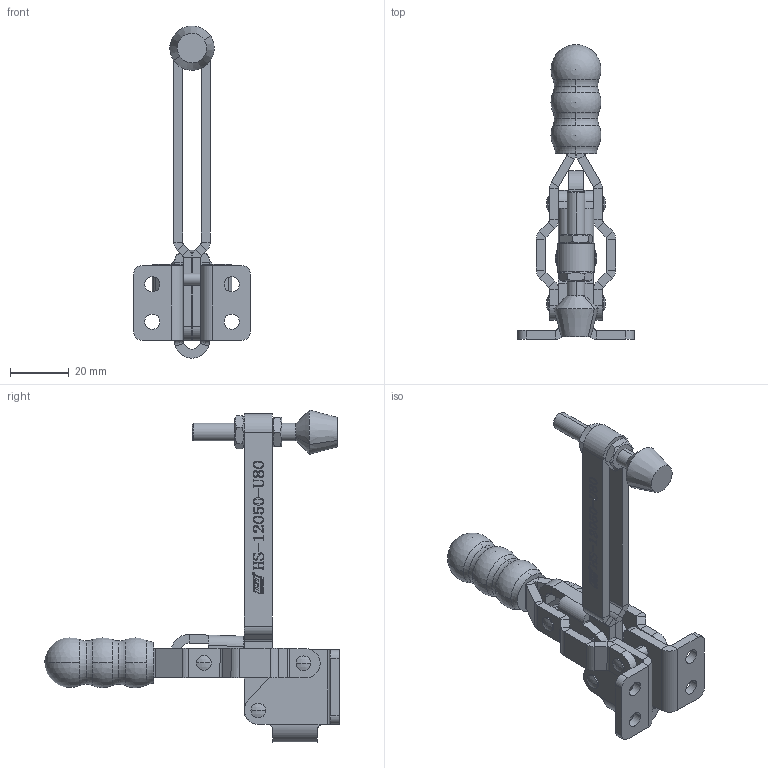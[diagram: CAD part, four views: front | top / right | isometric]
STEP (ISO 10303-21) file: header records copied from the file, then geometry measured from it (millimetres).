
FILE_DESCRIPTION (( 'STEP AP203' ), '1' );
FILE_NAME ('HS-12050-U80装配体.STEP', '2018-12-07T00:56:55', ( 'PCOS' ), ( '微软中国' ), 'SwSTEP 2.0', 'SolidWorks 2012', '' );
FILE_SCHEMA (( 'CONFIG_CONTROL_DESIGN' ));
Length unit declared in the file: millimetre
Products named in the file (11): HS-12050-U80蚾饜极; hex thin nuts-grades ab-chamfered gb_GB_FASTENER_NUT_STNAB M6-N; hexagon head bolts-full thread gb_GB_FASTENER_BOLT_STBAB A M6X40-C; U陑揤參-80; 眻忒參; 酗种; 揤輸; 忒梟; 蟀裝; 楊擘菁釱; 傻种
Assembly tree (14 placements, depth 2):
  HS-12050-U80蚾饜极
    傻种  x2
    楊擘菁釱
    蟀裝
    忒梟  x2
    揤輸
    酗种  x2
    眻忒參
    U陑揤參-80
    hexagon head bolts-full thread gb_GB_FASTENER_BOLT_STBAB A M6X40-C
    hex thin nuts-grades ab-chamfered gb_GB_FASTENER_NUT_STNAB M6-N  x2
Bounding box: 39.7 x 99.99 x 112.7 mm (x, y, z)
Volume: 28650.8 mm3; surface area: 24257.6 mm2
Topology: 14 solids, 14 shells, 833 faces, 2088 edges, 1322 vertices
Faces by surface type: plane 417, cylinder 184, bspline 170, cone 30, sphere 22, torus 10
Entity records: 31180 total; most frequent: CARTESIAN_POINT 13068, ORIENTED_EDGE 3722, DIRECTION 3039, EDGE_CURVE 1861, VERTEX_POINT 1189, LINE 1099, VECTOR 1099, AXIS2_PLACEMENT_3D 970
